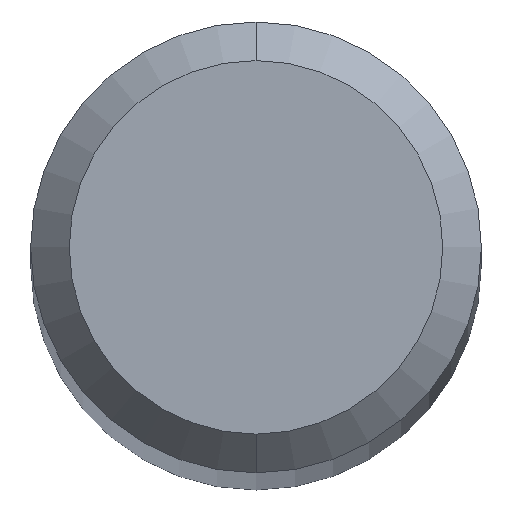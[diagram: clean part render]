
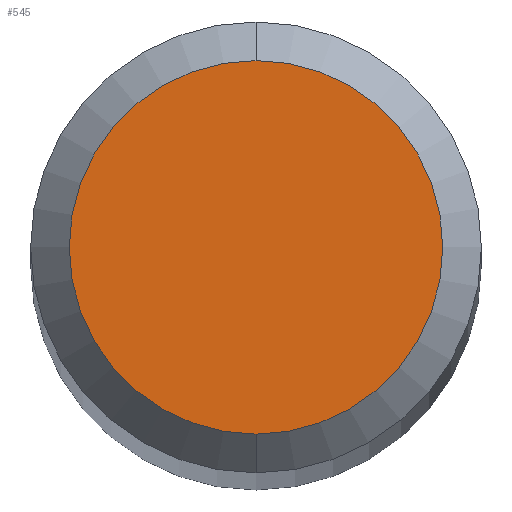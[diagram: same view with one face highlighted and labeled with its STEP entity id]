
A CAD part, top view. The second image highlights one B-rep face of the part: STEP entity #545.
In plain terms, the highlighted planar face has unit normal (0, 0, 1).
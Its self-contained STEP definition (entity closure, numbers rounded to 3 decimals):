
#283=EDGE_CURVE('',#459,#389,#678,.T.);
#389=VERTEX_POINT('',#796);
#459=VERTEX_POINT('',#872);
#495=EDGE_CURVE('',#389,#459,#912,.T.);
#545=ADVANCED_FACE('',(#968),#969,.T.);
#678=CIRCLE('',#1191,1.45);
#796=CARTESIAN_POINT('',(0.,-1.45,0.0));
#872=CARTESIAN_POINT('',(0.0,1.45,0.0));
#912=CIRCLE('',#1617,1.45);
#968=FACE_OUTER_BOUND('',#1718,.T.);
#969=PLANE('',#1719);
#1191=AXIS2_PLACEMENT_3D('',#1865,#1866,#1867);
#1617=AXIS2_PLACEMENT_3D('',#2125,#2126,#2127);
#1718=EDGE_LOOP('',(#2195,#2196));
#1719=AXIS2_PLACEMENT_3D('',#2197,#2198,#2199);
#1865=CARTESIAN_POINT('',(0.0,0.0,0.0));
#1866=DIRECTION('',(0.0,0.0,-1.0));
#1867=DIRECTION('',(0.0,1.0,0.0));
#2125=CARTESIAN_POINT('',(0.0,0.0,0.0));
#2126=DIRECTION('',(0.0,0.0,-1.0));
#2127=DIRECTION('',(0.0,1.0,0.0));
#2195=ORIENTED_EDGE('',*,*,#283,.F.);
#2196=ORIENTED_EDGE('',*,*,#495,.F.);
#2197=CARTESIAN_POINT('',(0.0,0.725,0.0));
#2198=DIRECTION('',(-0.0,0.0,1.0));
#2199=DIRECTION('',(0.0,-1.0,0.0));
